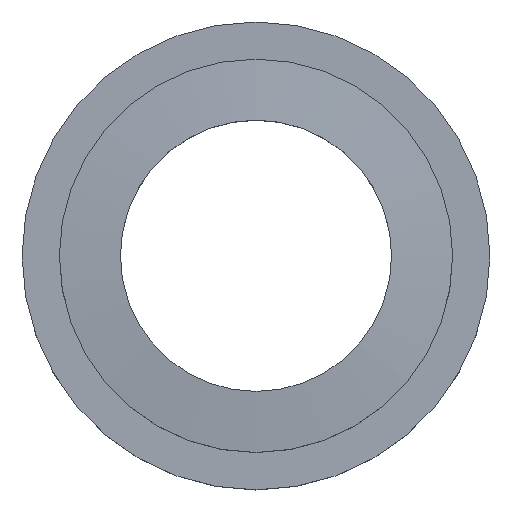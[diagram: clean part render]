
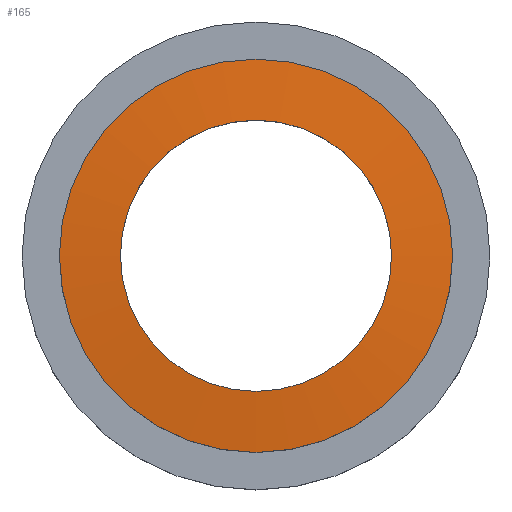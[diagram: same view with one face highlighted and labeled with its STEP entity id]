
A CAD part, top view. The second image highlights one B-rep face of the part: STEP entity #165.
In plain terms, the highlighted conical face has half-angle 85 degrees and reference radius 12.25 mm.
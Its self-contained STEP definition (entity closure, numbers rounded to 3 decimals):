
#24=LINE('',#310,#29);
#29=VECTOR('',#255,12.25);
#33=CONICAL_SURFACE('',#204,12.25,1.484);
#37=FACE_OUTER_BOUND('',#45,.T.);
#45=EDGE_LOOP('',(#135,#136,#137,#138,#139,#140));
#61=CIRCLE('',#202,10.);
#62=CIRCLE('',#203,10.);
#63=CIRCLE('',#205,14.5);
#64=CIRCLE('',#206,14.5);
#79=VERTEX_POINT('',#300);
#80=VERTEX_POINT('',#302);
#81=VERTEX_POINT('',#306);
#82=VERTEX_POINT('',#307);
#100=EDGE_CURVE('',#80,#79,#61,.T.);
#101=EDGE_CURVE('',#79,#80,#62,.T.);
#102=EDGE_CURVE('',#81,#82,#63,.T.);
#103=EDGE_CURVE('',#82,#81,#64,.T.);
#104=EDGE_CURVE('',#82,#79,#24,.T.);
#135=ORIENTED_EDGE('',*,*,#102,.F.);
#136=ORIENTED_EDGE('',*,*,#103,.F.);
#137=ORIENTED_EDGE('',*,*,#104,.T.);
#138=ORIENTED_EDGE('',*,*,#101,.T.);
#139=ORIENTED_EDGE('',*,*,#100,.T.);
#140=ORIENTED_EDGE('',*,*,#104,.F.);
#165=ADVANCED_FACE('',(#37),#33,.T.);
#202=AXIS2_PLACEMENT_3D('',#303,#245,#246);
#203=AXIS2_PLACEMENT_3D('',#304,#247,#248);
#204=AXIS2_PLACEMENT_3D('',#305,#249,#250);
#205=AXIS2_PLACEMENT_3D('',#308,#251,#252);
#206=AXIS2_PLACEMENT_3D('',#309,#253,#254);
#245=DIRECTION('center_axis',(0.,0.,-1.));
#246=DIRECTION('ref_axis',(0.,1.,0.));
#247=DIRECTION('center_axis',(0.,0.,-1.));
#248=DIRECTION('ref_axis',(0.,1.,0.));
#249=DIRECTION('center_axis',(0.,0.,-1.));
#250=DIRECTION('ref_axis',(0.,1.,0.));
#251=DIRECTION('center_axis',(0.,0.,-1.));
#252=DIRECTION('ref_axis',(0.,1.,0.));
#253=DIRECTION('center_axis',(0.,0.,-1.));
#254=DIRECTION('ref_axis',(0.,1.,0.));
#255=DIRECTION('',(0.,0.996,0.087));
#300=CARTESIAN_POINT('',(0.,-10.,11.));
#302=CARTESIAN_POINT('',(0.,10.,11.));
#303=CARTESIAN_POINT('Origin',(0.,0.,11.));
#304=CARTESIAN_POINT('Origin',(0.,0.,11.));
#305=CARTESIAN_POINT('Origin',(0.,0.,10.803));
#306=CARTESIAN_POINT('',(0.,14.5,10.606));
#307=CARTESIAN_POINT('',(0.,-14.5,10.606));
#308=CARTESIAN_POINT('Origin',(0.,0.,10.606));
#309=CARTESIAN_POINT('Origin',(0.,0.,10.606));
#310=CARTESIAN_POINT('',(0.,-12.25,10.803));
